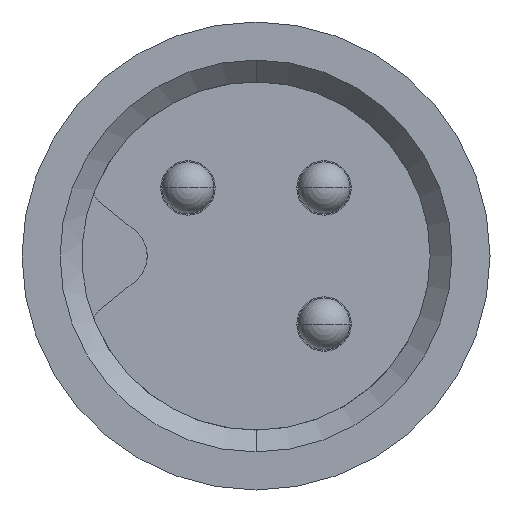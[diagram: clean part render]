
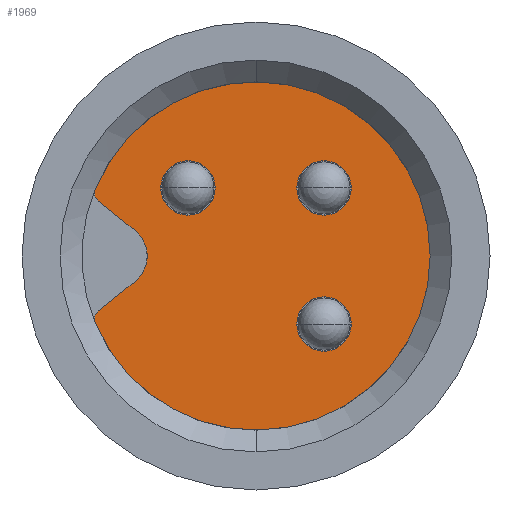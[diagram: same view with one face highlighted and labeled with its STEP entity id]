
A CAD part, left-side view. The second image highlights one B-rep face of the part: STEP entity #1969.
In plain terms, the highlighted planar face has unit normal (-1, 0, 0).
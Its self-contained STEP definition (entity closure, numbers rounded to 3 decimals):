
#533=DIRECTION('',(0.,0.777,-0.629));
#534=VECTOR('',#533,0.43);
#535=CARTESIAN_POINT('',(4.5,1.111,-0.233));
#536=LINE('',#535,#534);
#537=CARTESIAN_POINT('',(4.5,1.3,0.));
#538=DIRECTION('',(1.,0.,0.));
#539=DIRECTION('',(0.,-0.629,0.777));
#540=AXIS2_PLACEMENT_3D('',#537,#538,#539);
#542=DIRECTION('',(0.,-0.777,-0.629));
#543=VECTOR('',#542,0.43);
#544=CARTESIAN_POINT('',(4.5,1.446,0.504));
#545=LINE('',#544,#543);
#546=CARTESIAN_POINT('',(4.5,1.383,0.582));
#547=DIRECTION('',(-1.,0.,0.));
#548=DIRECTION('',(0.,0.922,0.388));
#549=AXIS2_PLACEMENT_3D('',#546,#547,#548);
#551=CARTESIAN_POINT('',(4.5,0.,0.));
#552=DIRECTION('',(1.,0.,0.));
#553=DIRECTION('',(0.,0.922,0.388));
#554=AXIS2_PLACEMENT_3D('',#551,#552,#553);
#556=CARTESIAN_POINT('',(4.5,1.383,-0.582));
#557=DIRECTION('',(-1.,0.,0.));
#558=DIRECTION('',(0.,0.629,0.777));
#559=AXIS2_PLACEMENT_3D('',#556,#557,#558);
#561=CARTESIAN_POINT('',(4.5,-0.625,0.625));
#562=DIRECTION('',(-1.,0.,0.));
#563=DIRECTION('',(0.,-1.,0.));
#564=AXIS2_PLACEMENT_3D('',#561,#562,#563);
#566=CARTESIAN_POINT('',(4.5,-0.625,0.625));
#567=DIRECTION('',(-1.,0.,0.));
#568=DIRECTION('',(0.,1.,0.));
#569=AXIS2_PLACEMENT_3D('',#566,#567,#568);
#571=CARTESIAN_POINT('',(4.5,0.625,0.625));
#572=DIRECTION('',(-1.,0.,0.));
#573=DIRECTION('',(0.,-1.,0.));
#574=AXIS2_PLACEMENT_3D('',#571,#572,#573);
#576=CARTESIAN_POINT('',(4.5,0.625,0.625));
#577=DIRECTION('',(-1.,0.,0.));
#578=DIRECTION('',(0.,1.,0.));
#579=AXIS2_PLACEMENT_3D('',#576,#577,#578);
#581=CARTESIAN_POINT('',(4.5,-0.625,-0.625));
#582=DIRECTION('',(-1.,0.,0.));
#583=DIRECTION('',(0.,-1.,0.));
#584=AXIS2_PLACEMENT_3D('',#581,#582,#583);
#586=CARTESIAN_POINT('',(4.5,-0.625,-0.625));
#587=DIRECTION('',(-1.,0.,0.));
#588=DIRECTION('',(0.,1.,0.));
#589=AXIS2_PLACEMENT_3D('',#586,#587,#588);
#963=CARTESIAN_POINT('',(4.5,1.111,-0.233));
#964=CARTESIAN_POINT('',(4.5,1.446,-0.504));
#965=VERTEX_POINT('',#963);
#966=VERTEX_POINT('',#964);
#967=CARTESIAN_POINT('',(4.5,1.475,-0.62));
#968=VERTEX_POINT('',#967);
#969=CARTESIAN_POINT('',(4.5,1.475,0.62));
#970=VERTEX_POINT('',#969);
#971=CARTESIAN_POINT('',(4.5,1.446,0.504));
#972=VERTEX_POINT('',#971);
#973=CARTESIAN_POINT('',(4.5,1.111,0.233));
#974=VERTEX_POINT('',#973);
#1201=CARTESIAN_POINT('',(4.5,-0.875,0.625));
#1202=CARTESIAN_POINT('',(4.5,-0.375,0.625));
#1203=VERTEX_POINT('',#1201);
#1204=VERTEX_POINT('',#1202);
#1205=CARTESIAN_POINT('',(4.5,0.375,0.625));
#1206=CARTESIAN_POINT('',(4.5,0.875,0.625));
#1207=VERTEX_POINT('',#1205);
#1208=VERTEX_POINT('',#1206);
#1209=CARTESIAN_POINT('',(4.5,-0.875,-0.625));
#1210=CARTESIAN_POINT('',(4.5,-0.375,-0.625));
#1211=VERTEX_POINT('',#1209);
#1212=VERTEX_POINT('',#1210);
#1933=CARTESIAN_POINT('',(4.5,0.,0.));
#1934=DIRECTION('',(1.,0.,0.));
#1935=DIRECTION('',(0.,0.,-1.));
#1936=AXIS2_PLACEMENT_3D('',#1933,#1934,#1935);
#1937=PLANE('',#1936);
#1939=ORIENTED_EDGE('',*,*,#1938,.F.);
#1941=ORIENTED_EDGE('',*,*,#1940,.F.);
#1943=ORIENTED_EDGE('',*,*,#1942,.F.);
#1945=ORIENTED_EDGE('',*,*,#1944,.F.);
#1947=ORIENTED_EDGE('',*,*,#1946,.T.);
#1949=ORIENTED_EDGE('',*,*,#1948,.F.);
#1950=EDGE_LOOP('',(#1939,#1941,#1943,#1945,#1947,#1949));
#1951=FACE_OUTER_BOUND('',#1950,.F.);
#1952=ORIENTED_EDGE('',*,*,#1923,.T.);
#1954=ORIENTED_EDGE('',*,*,#1953,.T.);
#1955=EDGE_LOOP('',(#1952,#1954));
#1956=FACE_BOUND('',#1955,.F.);
#1958=ORIENTED_EDGE('',*,*,#1957,.T.);
#1960=ORIENTED_EDGE('',*,*,#1959,.T.);
#1961=EDGE_LOOP('',(#1958,#1960));
#1962=FACE_BOUND('',#1961,.F.);
#1964=ORIENTED_EDGE('',*,*,#1963,.T.);
#1966=ORIENTED_EDGE('',*,*,#1965,.T.);
#1967=EDGE_LOOP('',(#1964,#1966));
#1968=FACE_BOUND('',#1967,.F.);
#541=CIRCLE('',#540,0.3);
#550=CIRCLE('',#549,0.1);
#555=CIRCLE('',#554,1.6);
#560=CIRCLE('',#559,0.1);
#565=CIRCLE('',#564,0.25);
#570=CIRCLE('',#569,0.25);
#575=CIRCLE('',#574,0.25);
#580=CIRCLE('',#579,0.25);
#585=CIRCLE('',#584,0.25);
#590=CIRCLE('',#589,0.25);
#1923=EDGE_CURVE('',#1203,#1204,#565,.T.);
#1938=EDGE_CURVE('',#965,#966,#536,.T.);
#1940=EDGE_CURVE('',#974,#965,#541,.T.);
#1942=EDGE_CURVE('',#972,#974,#545,.T.);
#1944=EDGE_CURVE('',#970,#972,#550,.T.);
#1946=EDGE_CURVE('',#970,#968,#555,.T.);
#1948=EDGE_CURVE('',#966,#968,#560,.T.);
#1953=EDGE_CURVE('',#1204,#1203,#570,.T.);
#1957=EDGE_CURVE('',#1207,#1208,#575,.T.);
#1959=EDGE_CURVE('',#1208,#1207,#580,.T.);
#1963=EDGE_CURVE('',#1211,#1212,#585,.T.);
#1965=EDGE_CURVE('',#1212,#1211,#590,.T.);
#1969=ADVANCED_FACE('',(#1951,#1956,#1962,#1968),#1937,.F.);
